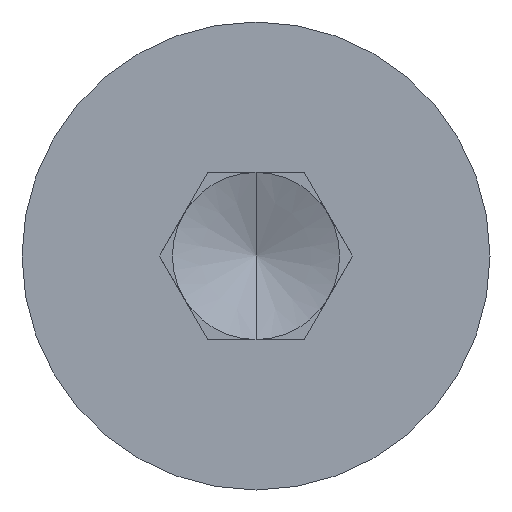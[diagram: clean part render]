
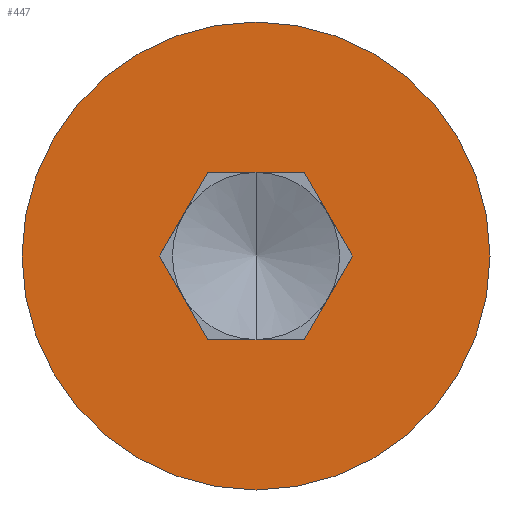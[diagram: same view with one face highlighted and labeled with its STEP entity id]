
A CAD part, left-side view. The second image highlights one B-rep face of the part: STEP entity #447.
In plain terms, the highlighted planar face has unit normal (-1, 0, 0).
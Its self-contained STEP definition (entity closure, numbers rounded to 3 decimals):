
#3 = FACE_OUTER_BOUND ( 'NONE', #178, .T. ) ;
#4 = CARTESIAN_POINT ( 'NONE',  ( -2.8, -0.722, 1.25 ) ) ;
#23 = CARTESIAN_POINT ( 'NONE',  ( -2.8, 0., 0. ) ) ;
#39 = CIRCLE ( 'NONE', #188, 3.5 ) ;
#53 = DIRECTION ( 'NONE',  ( 0., 0.5, -0.866 ) ) ;
#56 = AXIS2_PLACEMENT_3D ( 'NONE', #323, #489, #546 ) ;
#57 = CARTESIAN_POINT ( 'NONE',  ( -2.8, 0., -3.5 ) ) ;
#60 = VERTEX_POINT ( 'NONE', #618 ) ;
#62 = EDGE_CURVE ( 'NONE', #486, #331, #123, .T. ) ;
#63 = CARTESIAN_POINT ( 'NONE',  ( -2.8, 1.708, 0.458 ) ) ;
#80 = ORIENTED_EDGE ( 'NONE', *, *, #570, .T. ) ;
#85 = VERTEX_POINT ( 'NONE', #57 ) ;
#86 = EDGE_CURVE ( 'NONE', #439, #678, #348, .T. ) ;
#91 = LINE ( 'NONE', #63, #648 ) ;
#95 = ORIENTED_EDGE ( 'NONE', *, *, #713, .T. ) ;
#99 = CIRCLE ( 'NONE', #585, 3.5 ) ;
#114 = EDGE_CURVE ( 'NONE', #85, #538, #99, .T. ) ;
#119 = DIRECTION ( 'NONE',  ( 0., 0.5, 0.866 ) ) ;
#123 = LINE ( 'NONE', #456, #156 ) ;
#150 = VERTEX_POINT ( 'NONE', #521 ) ;
#156 = VECTOR ( 'NONE', #53, 1000. ) ;
#178 = EDGE_LOOP ( 'NONE', ( #397, #589 ) ) ;
#188 = AXIS2_PLACEMENT_3D ( 'NONE', #23, #647, #420 ) ;
#215 = EDGE_CURVE ( 'NONE', #678, #486, #228, .T. ) ;
#228 = LINE ( 'NONE', #236, #622 ) ;
#236 = CARTESIAN_POINT ( 'NONE',  ( -2.8, -0.458, 1.708 ) ) ;
#246 = EDGE_CURVE ( 'NONE', #331, #150, #656, .T. ) ;
#271 = ORIENTED_EDGE ( 'NONE', *, *, #215, .T. ) ;
#276 = CARTESIAN_POINT ( 'NONE',  ( -2.8, 0., 3.5 ) ) ;
#281 = LINE ( 'NONE', #671, #685 ) ;
#312 = EDGE_CURVE ( 'NONE', #538, #85, #39, .T. ) ;
#323 = CARTESIAN_POINT ( 'NONE',  ( -2.8, 2.5, 0. ) ) ;
#327 = CARTESIAN_POINT ( 'NONE',  ( -2.8, -1.443, 0. ) ) ;
#331 = VERTEX_POINT ( 'NONE', #481 ) ;
#348 = LINE ( 'NONE', #454, #657 ) ;
#365 = ORIENTED_EDGE ( 'NONE', *, *, #86, .T. ) ;
#377 = CARTESIAN_POINT ( 'NONE',  ( -2.8, 0.722, 1.25 ) ) ;
#397 = ORIENTED_EDGE ( 'NONE', *, *, #312, .T. ) ;
#406 = CARTESIAN_POINT ( 'NONE',  ( -2.8, 0., 0. ) ) ;
#420 = DIRECTION ( 'NONE',  ( 0., 0., 1. ) ) ;
#439 = VERTEX_POINT ( 'NONE', #377 ) ;
#442 = DIRECTION ( 'NONE',  ( 0., -0.5, 0.866 ) ) ;
#447 = ADVANCED_FACE ( 'NONE', ( #3, #467 ), #649, .F. ) ;
#454 = CARTESIAN_POINT ( 'NONE',  ( -2.8, 2.5, 1.25 ) ) ;
#456 = CARTESIAN_POINT ( 'NONE',  ( -2.8, -0.458, -1.708 ) ) ;
#467 = FACE_BOUND ( 'NONE', #661, .T. ) ;
#474 = VECTOR ( 'NONE', #640, 1000. ) ;
#481 = CARTESIAN_POINT ( 'NONE',  ( -2.8, -0.722, -1.25 ) ) ;
#486 = VERTEX_POINT ( 'NONE', #327 ) ;
#489 = DIRECTION ( 'NONE',  ( 1., 0., 0. ) ) ;
#521 = CARTESIAN_POINT ( 'NONE',  ( -2.8, 0.722, -1.25 ) ) ;
#524 = DIRECTION ( 'NONE',  ( -1., 0., 0. ) ) ;
#532 = DIRECTION ( 'NONE',  ( 0., 0., 1. ) ) ;
#538 = VERTEX_POINT ( 'NONE', #276 ) ;
#542 = ORIENTED_EDGE ( 'NONE', *, *, #62, .T. ) ;
#543 = CARTESIAN_POINT ( 'NONE',  ( -2.8, 2.5, -1.25 ) ) ;
#546 = DIRECTION ( 'NONE',  ( 0., 0., -1. ) ) ;
#570 = EDGE_CURVE ( 'NONE', #60, #439, #281, .T. ) ;
#571 = DIRECTION ( 'NONE',  ( 0., -1., 0. ) ) ;
#585 = AXIS2_PLACEMENT_3D ( 'NONE', #406, #524, #532 ) ;
#589 = ORIENTED_EDGE ( 'NONE', *, *, #114, .T. ) ;
#608 = ORIENTED_EDGE ( 'NONE', *, *, #246, .T. ) ;
#618 = CARTESIAN_POINT ( 'NONE',  ( -2.8, 1.443, 0. ) ) ;
#622 = VECTOR ( 'NONE', #695, 1000. ) ;
#640 = DIRECTION ( 'NONE',  ( 0., 1., 0. ) ) ;
#647 = DIRECTION ( 'NONE',  ( -1., 0., 0. ) ) ;
#648 = VECTOR ( 'NONE', #119, 1000. ) ;
#649 = PLANE ( 'NONE',  #56 ) ;
#656 = LINE ( 'NONE', #543, #474 ) ;
#657 = VECTOR ( 'NONE', #571, 1000. ) ;
#661 = EDGE_LOOP ( 'NONE', ( #271, #542, #608, #95, #80, #365 ) ) ;
#671 = CARTESIAN_POINT ( 'NONE',  ( -2.8, 1.708, -0.458 ) ) ;
#678 = VERTEX_POINT ( 'NONE', #4 ) ;
#685 = VECTOR ( 'NONE', #442, 1000. ) ;
#695 = DIRECTION ( 'NONE',  ( 0., -0.5, -0.866 ) ) ;
#713 = EDGE_CURVE ( 'NONE', #150, #60, #91, .T. ) ;
